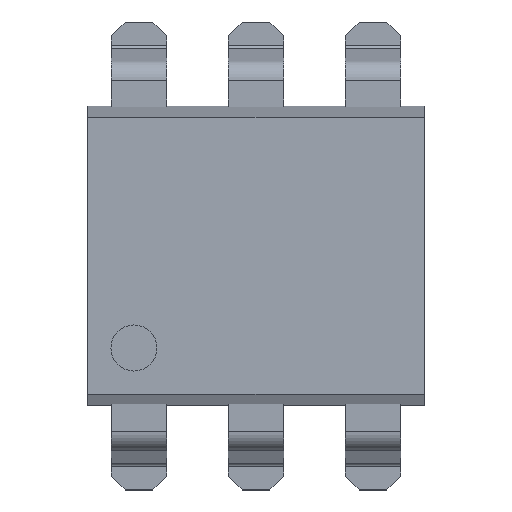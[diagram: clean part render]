
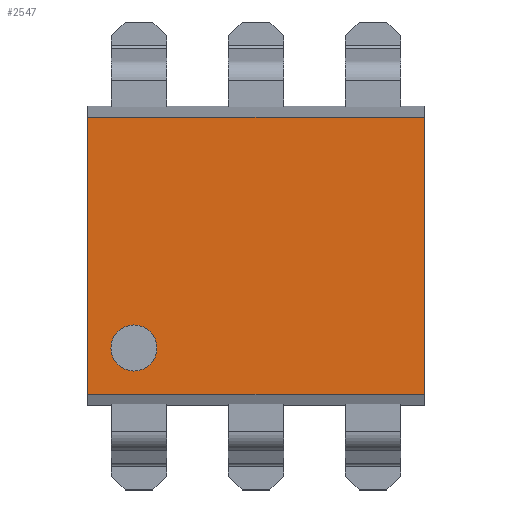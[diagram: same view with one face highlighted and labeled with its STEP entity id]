
A CAD part, top view. The second image highlights one B-rep face of the part: STEP entity #2547.
In plain terms, the highlighted planar face has unit normal (0, 0, 1).
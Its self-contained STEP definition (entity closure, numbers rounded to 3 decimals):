
#95 = EDGE_LOOP ( 'NONE', ( #1163, #1033, #1232, #1976 ) ) ;
#284 = DIRECTION ( 'NONE',  ( 1., 0., 0. ) ) ;
#333 = LINE ( 'NONE', #3038, #2233 ) ;
#355 = CARTESIAN_POINT ( 'NONE',  ( 0.5, 1.246, 3.5 ) ) ;
#382 = VERTEX_POINT ( 'NONE', #610 ) ;
#494 = EDGE_CURVE ( 'NONE', #1441, #2143, #926, .T. ) ;
#522 = ORIENTED_EDGE ( 'NONE', *, *, #494, .F. ) ;
#530 = AXIS2_PLACEMENT_3D ( 'NONE', #3050, #1508, #3315 ) ;
#610 = CARTESIAN_POINT ( 'NONE',  ( 7.3, 0.246, 3.5 ) ) ;
#781 = DIRECTION ( 'NONE',  ( 0., 0., -1. ) ) ;
#902 = EDGE_CURVE ( 'NONE', #2521, #3116, #1394, .T. ) ;
#926 = CIRCLE ( 'NONE', #2737, 0.5 ) ;
#1033 = ORIENTED_EDGE ( 'NONE', *, *, #2001, .T. ) ;
#1085 = CARTESIAN_POINT ( 'NONE',  ( 1.5, 1.246, 3.5 ) ) ;
#1163 = ORIENTED_EDGE ( 'NONE', *, *, #902, .T. ) ;
#1232 = ORIENTED_EDGE ( 'NONE', *, *, #1938, .T. ) ;
#1243 = EDGE_CURVE ( 'NONE', #2804, #2521, #333, .T. ) ;
#1394 = LINE ( 'NONE', #2899, #1841 ) ;
#1427 = CARTESIAN_POINT ( 'NONE',  ( 1., 1.246, 3.5 ) ) ;
#1441 = VERTEX_POINT ( 'NONE', #1085 ) ;
#1476 = ORIENTED_EDGE ( 'NONE', *, *, #2451, .F. ) ;
#1508 = DIRECTION ( 'NONE',  ( 0., 0., 1. ) ) ;
#1538 = FACE_BOUND ( 'NONE', #1735, .T. ) ;
#1580 = CARTESIAN_POINT ( 'NONE',  ( 0., 0.246, 3.5 ) ) ;
#1688 = DIRECTION ( 'NONE',  ( 1., 0., 0. ) ) ;
#1735 = EDGE_LOOP ( 'NONE', ( #522, #1476 ) ) ;
#1738 = AXIS2_PLACEMENT_3D ( 'NONE', #2061, #781, #2573 ) ;
#1791 = CARTESIAN_POINT ( 'NONE',  ( 0., 6.254, 3.5 ) ) ;
#1841 = VECTOR ( 'NONE', #3162, 1000. ) ;
#1938 = EDGE_CURVE ( 'NONE', #382, #2804, #2631, .T. ) ;
#1942 = CARTESIAN_POINT ( 'NONE',  ( 7.3, 6.254, 3.5 ) ) ;
#1976 = ORIENTED_EDGE ( 'NONE', *, *, #1243, .T. ) ;
#2001 = EDGE_CURVE ( 'NONE', #3116, #382, #3159, .T. ) ;
#2011 = DIRECTION ( 'NONE',  ( -1., 0., 0. ) ) ;
#2061 = CARTESIAN_POINT ( 'NONE',  ( 0., 0., 3.5 ) ) ;
#2143 = VERTEX_POINT ( 'NONE', #355 ) ;
#2151 = FACE_OUTER_BOUND ( 'NONE', #95, .T. ) ;
#2233 = VECTOR ( 'NONE', #2011, 1000. ) ;
#2324 = PLANE ( 'NONE',  #1738 ) ;
#2394 = VECTOR ( 'NONE', #284, 1000. ) ;
#2451 = EDGE_CURVE ( 'NONE', #2143, #1441, #3155, .T. ) ;
#2521 = VERTEX_POINT ( 'NONE', #1791 ) ;
#2547 = ADVANCED_FACE ( 'NONE', ( #1538, #2151 ), #2324, .F. ) ;
#2549 = VECTOR ( 'NONE', #2847, 1000. ) ;
#2573 = DIRECTION ( 'NONE',  ( -1., 0., 0. ) ) ;
#2591 = CARTESIAN_POINT ( 'NONE',  ( 0., 0.246, 3.5 ) ) ;
#2592 = CARTESIAN_POINT ( 'NONE',  ( 7.3, 0., 3.5 ) ) ;
#2631 = LINE ( 'NONE', #2592, #2549 ) ;
#2737 = AXIS2_PLACEMENT_3D ( 'NONE', #1427, #3238, #1688 ) ;
#2804 = VERTEX_POINT ( 'NONE', #1942 ) ;
#2847 = DIRECTION ( 'NONE',  ( 0., 1., 0. ) ) ;
#2899 = CARTESIAN_POINT ( 'NONE',  ( 0., 0., 3.5 ) ) ;
#3038 = CARTESIAN_POINT ( 'NONE',  ( 0., 6.254, 3.5 ) ) ;
#3050 = CARTESIAN_POINT ( 'NONE',  ( 1., 1.246, 3.5 ) ) ;
#3116 = VERTEX_POINT ( 'NONE', #2591 ) ;
#3155 = CIRCLE ( 'NONE', #530, 0.5 ) ;
#3159 = LINE ( 'NONE', #1580, #2394 ) ;
#3162 = DIRECTION ( 'NONE',  ( 0., -1., 0. ) ) ;
#3238 = DIRECTION ( 'NONE',  ( 0., 0., 1. ) ) ;
#3315 = DIRECTION ( 'NONE',  ( 1., 0., 0. ) ) ;
